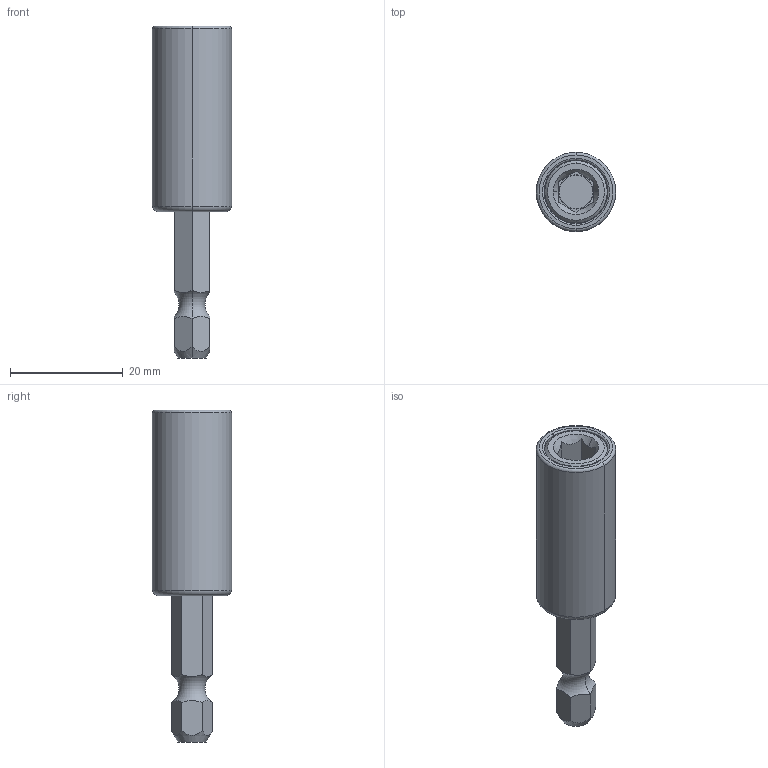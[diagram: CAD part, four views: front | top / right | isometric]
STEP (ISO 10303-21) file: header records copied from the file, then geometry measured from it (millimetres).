
FILE_DESCRIPTION((''),'2;1');
FILE_NAME('4027101749_ASM','2023-09-01T08:16:40',('a00565553'),(''),'CREO PARAMETRIC BY PTC INC, 2022414','CREO PARAMETRIC BY PTC INC, 2022414','');
FILE_SCHEMA(('CONFIG_CONTROL_DESIGN','GEOMETRIC_VALIDATION_PROPERTIES_MIM'));
Length unit declared in the file: millimetre
Products named in the file (3): 4027911195; 4027299498; 4027101749_ASM
Assembly tree (2 placements, depth 2):
  4027101749_ASM
    4027911195
    4027299498
Bounding box: 14.1 x 14.1 x 59 mm (x, y, z)
Volume: 5402.6 mm3; surface area: 5124.3 mm2
Topology: 2 solids, 2 shells, 75 faces, 162 edges, 96 vertices
Faces by surface type: plane 27, cylinder 22, torus 18, cone 8
Entity records: 2982 total; most frequent: CARTESIAN_POINT 641, DIRECTION 360, ORIENTED_EDGE 324, PRESENTATION_STYLE_ASSIGNMENT 164, STYLED_ITEM 164, CURVE_STYLE 162, EDGE_CURVE 162, AXIS2_PLACEMENT_3D 150
